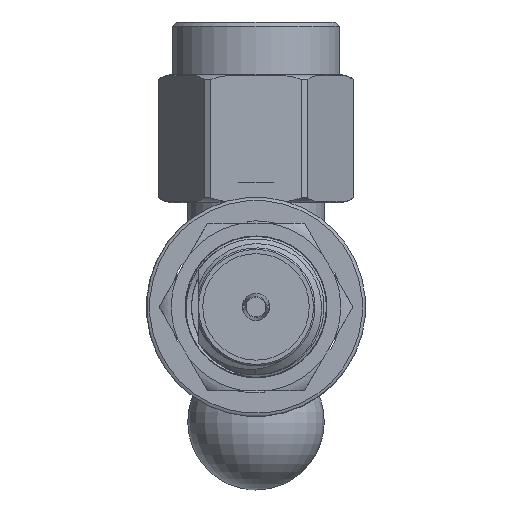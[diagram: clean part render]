
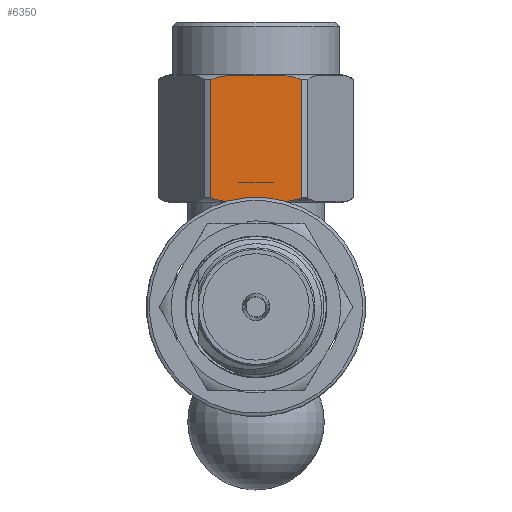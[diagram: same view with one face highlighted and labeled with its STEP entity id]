
A CAD part, front view. The second image highlights one B-rep face of the part: STEP entity #6350.
In plain terms, the highlighted planar face has unit normal (0, -1, 0).
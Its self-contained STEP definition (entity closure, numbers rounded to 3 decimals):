
#188=B_SPLINE_CURVE_WITH_KNOTS('',3,(#8373,#8374,#8375,#8376,#8377,#8378,
#8379),.UNSPECIFIED.,.F.,.F.,(4,1,1,1,4),(0.01,0.011,
0.012,0.014,0.015),.UNSPECIFIED.);
#209=B_SPLINE_CURVE_WITH_KNOTS('',3,(#8537,#8538,#8539,#8540,#8541,#8542,
#8543),.UNSPECIFIED.,.F.,.F.,(4,1,1,1,4),(0.01,0.011,
0.012,0.014,0.015),.UNSPECIFIED.);
#461=LINE('',#8535,#705);
#462=LINE('',#8545,#706);
#705=VECTOR('',#7227,1000.);
#706=VECTOR('',#7230,1000.);
#1055=ORIENTED_EDGE('',*,*,#2383,.T.);
#1056=ORIENTED_EDGE('',*,*,#2384,.T.);
#1057=ORIENTED_EDGE('',*,*,#2349,.T.);
#1058=ORIENTED_EDGE('',*,*,#2382,.T.);
#2349=EDGE_CURVE('',#3033,#3034,#188,.T.);
#2382=EDGE_CURVE('',#3034,#3057,#461,.T.);
#2383=EDGE_CURVE('',#3057,#3058,#209,.T.);
#2384=EDGE_CURVE('',#3058,#3033,#462,.T.);
#3033=VERTEX_POINT('',#8380);
#3034=VERTEX_POINT('',#8381);
#3057=VERTEX_POINT('',#8534);
#3058=VERTEX_POINT('',#8544);
#3746=EDGE_LOOP('',(#1055,#1056,#1057,#1058));
#4131=FACE_BOUND('',#3746,.T.);
#4485=PLANE('',#6679);
#6350=ADVANCED_FACE('',(#4131),#4485,.T.);
#6679=AXIS2_PLACEMENT_3D('',#8536,#7228,#7229);
#7227=DIRECTION('',(0.,0.,-1.));
#7228=DIRECTION('',(0.,-1.,0.));
#7229=DIRECTION('',(1.,0.,0.));
#7230=DIRECTION('',(0.,0.,1.));
#8373=CARTESIAN_POINT('',(2.109,65.6,10.579));
#8374=CARTESIAN_POINT('',(1.778,65.6,10.71));
#8375=CARTESIAN_POINT('',(1.063,65.6,10.794));
#8376=CARTESIAN_POINT('',(-0.004,65.6,10.798));
#8377=CARTESIAN_POINT('',(-1.062,65.6,10.794));
#8378=CARTESIAN_POINT('',(-1.776,65.6,10.711));
#8379=CARTESIAN_POINT('',(-2.109,65.6,10.579));
#8380=CARTESIAN_POINT('',(2.109,65.6,10.579));
#8381=CARTESIAN_POINT('',(-2.109,65.6,10.579));
#8534=CARTESIAN_POINT('',(-2.109,65.6,5.071));
#8535=CARTESIAN_POINT('',(-2.109,65.6,10.8));
#8536=CARTESIAN_POINT('',(2.309,65.6,10.8));
#8537=CARTESIAN_POINT('',(-2.109,65.6,5.071));
#8538=CARTESIAN_POINT('',(-1.778,65.6,4.94));
#8539=CARTESIAN_POINT('',(-1.063,65.6,4.856));
#8540=CARTESIAN_POINT('',(0.004,65.6,4.852));
#8541=CARTESIAN_POINT('',(1.062,65.6,4.856));
#8542=CARTESIAN_POINT('',(1.776,65.6,4.939));
#8543=CARTESIAN_POINT('',(2.109,65.6,5.071));
#8544=CARTESIAN_POINT('',(2.109,65.6,5.071));
#8545=CARTESIAN_POINT('',(2.109,65.6,10.8));
